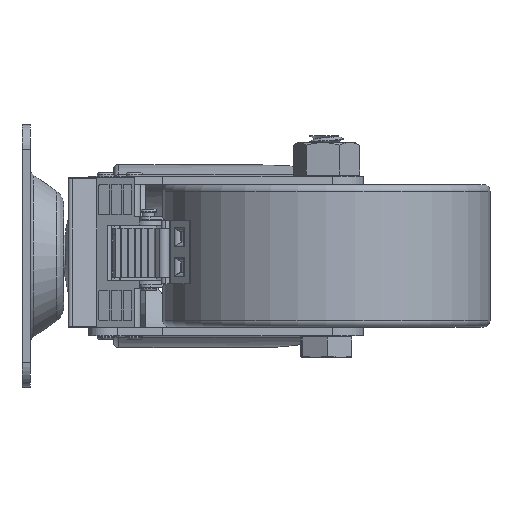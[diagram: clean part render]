
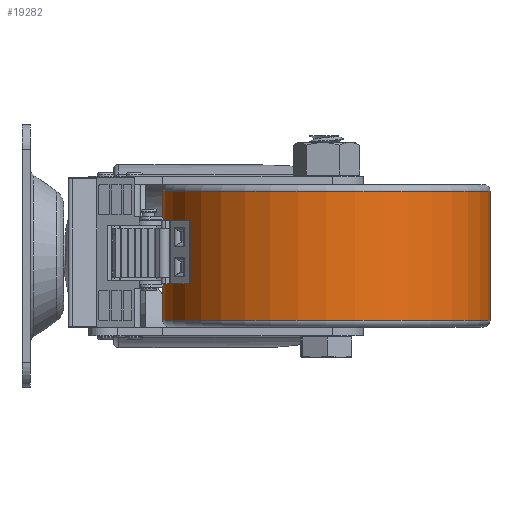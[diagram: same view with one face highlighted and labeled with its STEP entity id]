
A CAD part, left-side view. The second image highlights one B-rep face of the part: STEP entity #19282.
In plain terms, the highlighted cylindrical face has radius 62.37 mm (diameter 124.739 mm), a full revolution.
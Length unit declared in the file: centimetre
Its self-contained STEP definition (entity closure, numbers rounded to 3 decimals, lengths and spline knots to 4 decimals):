
#6981=VERTEX_POINT('',#52983);
#6982=VERTEX_POINT('',#52986);
#7684=CIRCLE('',#20852,6.237);
#7685=CIRCLE('',#20854,6.237);
#10249=EDGE_CURVE('',#6981,#6981,#7684,.T.);
#10250=EDGE_CURVE('',#6982,#6982,#7685,.T.);
#15374=ORIENTED_EDGE('',*,*,#10250,.F.);
#15375=ORIENTED_EDGE('',*,*,#10249,.F.);
#16756=EDGE_LOOP('',(#15374));
#16757=EDGE_LOOP('',(#15375));
#18138=FACE_BOUND('',#16756,.T.);
#18139=FACE_BOUND('',#16757,.T.);
#19282=ADVANCED_FACE('',(#18138,#18139),#53330,.T.);
#20852=AXIS2_PLACEMENT_3D('',#52982,#24747,#24748);
#20853=AXIS2_PLACEMENT_3D('',#52984,#24749,#24750);
#20854=AXIS2_PLACEMENT_3D('',#52985,#24751,#24752);
#24747=DIRECTION('',(0.,0.,-1.));
#24748=DIRECTION('',(-6.237,0.,0.));
#24749=DIRECTION('',(0.,0.,1.));
#24750=DIRECTION('',(6.237,0.,0.));
#24751=DIRECTION('',(0.,0.,1.));
#24752=DIRECTION('',(-6.237,0.,0.));
#52982=CARTESIAN_POINT('',(0.,0.,0.254));
#52983=CARTESIAN_POINT('',(6.237,0.,0.254));
#52984=CARTESIAN_POINT('',(0.,0.,0.));
#52985=CARTESIAN_POINT('',(0.,0.,5.1816));
#52986=CARTESIAN_POINT('',(6.237,0.,5.1816));
#53330=CYLINDRICAL_SURFACE('',#20853,6.237);
